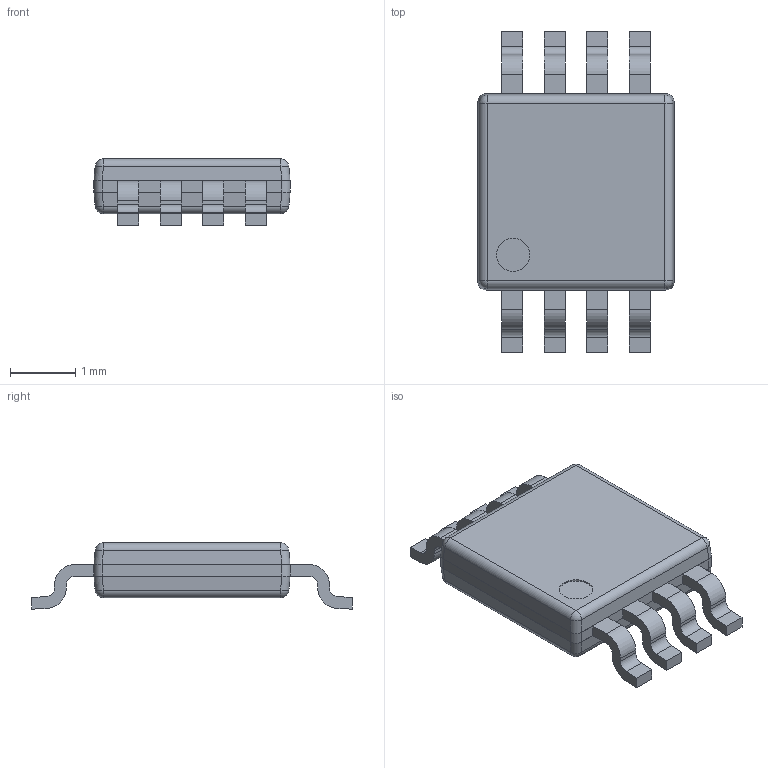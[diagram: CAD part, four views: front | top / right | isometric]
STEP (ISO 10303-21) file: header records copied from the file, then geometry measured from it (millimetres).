
FILE_DESCRIPTION(/* description */ (''),/* implementation_level */ '2;1');
FILE_NAME(/* name */ '827-3762-010',/* time_stamp */ '2000-02-03T11:30:36-06:00',/* author */ (''),/* organization */ (''),/* preprocessor_version */ 'ST-DEVELOPER 1.6',/* originating_system */ 'UNIGRAPHICS SOLUTIONS - UNIGRAPHICS 15.0',/* authorisation */ '');
FILE_SCHEMA (('CONFIG_CONTROL_DESIGN'));
Length unit declared in the file: inch
Products named in the file (1): 827-3762-010
Bounding box: 3 x 4.91 x 1.01 mm (x, y, z)
Volume: 8 mm3; surface area: 72.3 mm2
Topology: 3 solids, 3 shells, 144 faces, 395 edges, 250 vertices
Faces by surface type: plane 83, cylinder 53, sphere 8
Full cylindrical faces by diameter (mm): 0.508 x1
Entity records: 4564 total; most frequent: DIRECTION 782, CARTESIAN_POINT 781, ORIENTED_EDGE 772, EDGE_CURVE 386, VECTOR 280, LINE 280, AXIS2_PLACEMENT_3D 251, VERTEX_POINT 250
